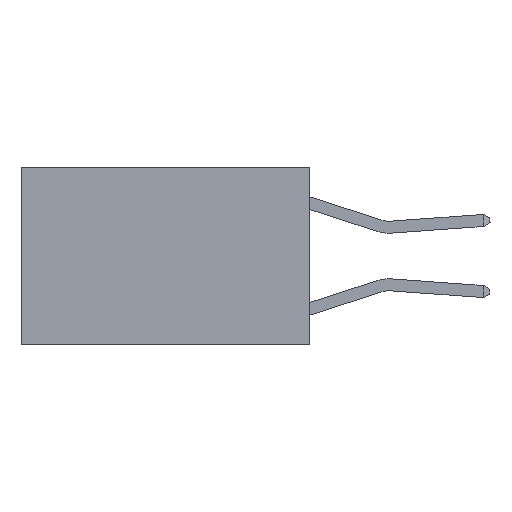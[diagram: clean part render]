
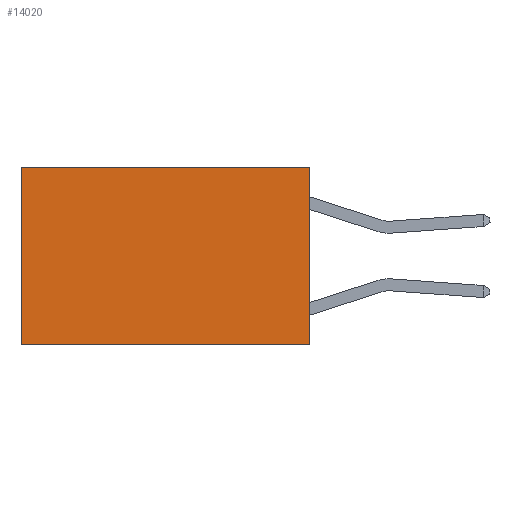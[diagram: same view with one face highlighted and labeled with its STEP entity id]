
A CAD part, left-side view. The second image highlights one B-rep face of the part: STEP entity #14020.
In plain terms, the highlighted planar face has unit normal (-1, 0, 0).
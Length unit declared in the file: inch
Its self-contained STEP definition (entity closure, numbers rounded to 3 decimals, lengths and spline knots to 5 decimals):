
#2136 = CARTESIAN_POINT ( 'NONE',  ( 0.2625, 0., 0. ) ) ;
#2325 = AXIS2_PLACEMENT_3D ( 'NONE', #24189, #18032, #16245 ) ;
#2433 = LINE ( 'NONE', #22059, #3111 ) ;
#2960 = CARTESIAN_POINT ( 'NONE',  ( 0.2625, 0.6, 0. ) ) ;
#3111 = VECTOR ( 'NONE', #4347, 39.37008 ) ;
#3168 = VECTOR ( 'NONE', #3874, 39.37008 ) ;
#3809 = ORIENTED_EDGE ( 'NONE', *, *, #13034, .F. ) ;
#3874 = DIRECTION ( 'NONE',  ( 0., 1., 0. ) ) ;
#4347 = DIRECTION ( 'NONE',  ( 0., 0., -1. ) ) ;
#4607 = EDGE_LOOP ( 'NONE', ( #20328, #6035, #3809, #7173 ) ) ;
#4731 = VERTEX_POINT ( 'NONE', #9595 ) ;
#4977 = CARTESIAN_POINT ( 'NONE',  ( 0.2625, 0., 0. ) ) ;
#6035 = ORIENTED_EDGE ( 'NONE', *, *, #16170, .F. ) ;
#6347 = PLANE ( 'NONE',  #2325 ) ;
#7173 = ORIENTED_EDGE ( 'NONE', *, *, #13931, .T. ) ;
#7575 = LINE ( 'NONE', #11351, #3168 ) ;
#9595 = CARTESIAN_POINT ( 'NONE',  ( 0.2625, 0., -0.37 ) ) ;
#9715 = VERTEX_POINT ( 'NONE', #24128 ) ;
#9890 = DIRECTION ( 'NONE',  ( 0., 1., 0. ) ) ;
#11351 = CARTESIAN_POINT ( 'NONE',  ( 0.2625, 0., -0.37 ) ) ;
#12844 = EDGE_CURVE ( 'NONE', #20777, #9715, #2433, .T. ) ;
#13034 = EDGE_CURVE ( 'NONE', #13699, #4731, #16785, .T. ) ;
#13699 = VERTEX_POINT ( 'NONE', #21606 ) ;
#13931 = EDGE_CURVE ( 'NONE', #13699, #20777, #19312, .T. ) ;
#14020 = ADVANCED_FACE ( 'NONE', ( #16117 ), #6347, .F. ) ;
#16117 = FACE_OUTER_BOUND ( 'NONE', #4607, .T. ) ;
#16170 = EDGE_CURVE ( 'NONE', #4731, #9715, #7575, .T. ) ;
#16245 = DIRECTION ( 'NONE',  ( 0., 0., -1. ) ) ;
#16785 = LINE ( 'NONE', #4977, #22252 ) ;
#18032 = DIRECTION ( 'NONE',  ( 1., 0., 0. ) ) ;
#18570 = DIRECTION ( 'NONE',  ( 0., 0., -1. ) ) ;
#19312 = LINE ( 'NONE', #2136, #19814 ) ;
#19814 = VECTOR ( 'NONE', #9890, 39.37008 ) ;
#20328 = ORIENTED_EDGE ( 'NONE', *, *, #12844, .T. ) ;
#20777 = VERTEX_POINT ( 'NONE', #2960 ) ;
#21606 = CARTESIAN_POINT ( 'NONE',  ( 0.2625, 0., 0. ) ) ;
#22059 = CARTESIAN_POINT ( 'NONE',  ( 0.2625, 0.6, 0. ) ) ;
#22252 = VECTOR ( 'NONE', #18570, 39.37008 ) ;
#24128 = CARTESIAN_POINT ( 'NONE',  ( 0.2625, 0.6, -0.37 ) ) ;
#24189 = CARTESIAN_POINT ( 'NONE',  ( 0.2625, 0., 0. ) ) ;
